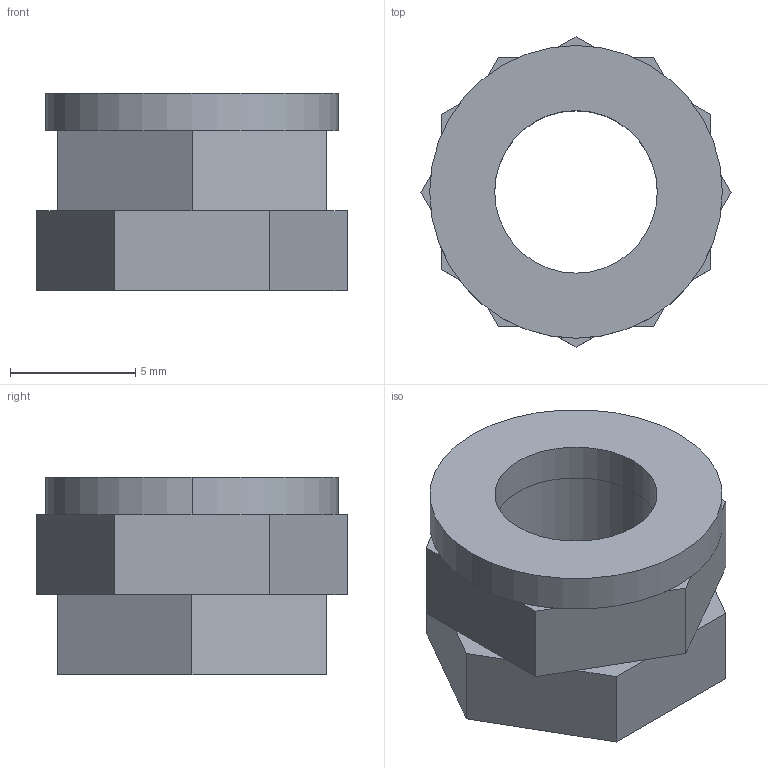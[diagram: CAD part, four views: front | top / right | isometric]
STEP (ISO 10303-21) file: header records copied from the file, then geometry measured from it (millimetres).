
FILE_DESCRIPTION((''),'2;1');
FILE_NAME('SIEMENS_CASE E 9_Part2.stp','2011-10-03T11:16:47',(''),(''),'Mechanical Desktop 2011','Mechanical Desktop 2011',', , ');
FILE_SCHEMA(('AUTOMOTIVE_DESIGN { 1 2 10303 214 1 1 1 1 }'));
Length unit declared in the file: millimetre
Products named in the file (1): Product
Bounding box: 12.4 x 12.4 x 7.9 mm (x, y, z)
Volume: 538.3 mm3; surface area: 869.9 mm2
Topology: 3 solids, 3 shells, 26 faces, 60 edges, 41 vertices
Faces by surface type: plane 18, cylinder 8
Entity records: 804 total; most frequent: DIRECTION 130, CARTESIAN_POINT 128, ORIENTED_EDGE 120, EDGE_CURVE 60, VECTOR 44, LINE 44, AXIS2_PLACEMENT_3D 43, VERTEX_POINT 40
